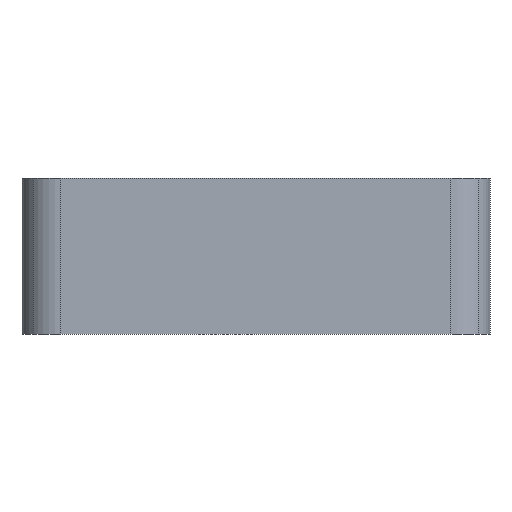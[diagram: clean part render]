
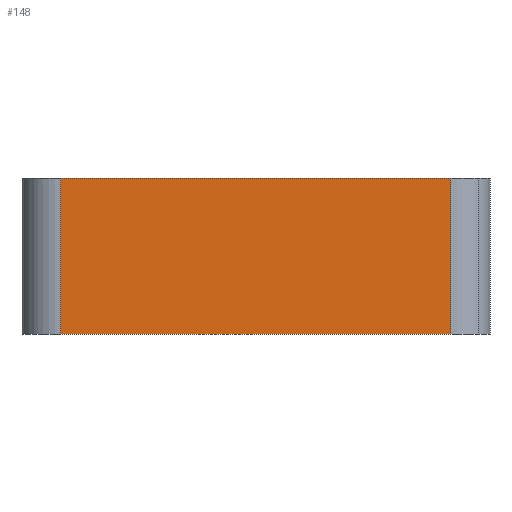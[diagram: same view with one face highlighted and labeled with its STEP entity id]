
A CAD part, front view. The second image highlights one B-rep face of the part: STEP entity #148.
In plain terms, the highlighted planar face has unit normal (0, -1, 0).
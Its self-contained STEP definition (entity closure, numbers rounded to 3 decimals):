
#1=CARTESIAN_POINT('POINT1',(50.,-60.,-20.));
#2=VERTEX_POINT('VERTEX1',#1);
#12=CARTESIAN_POINT('POINT3',(-50.,-60.,-20.));
#13=VERTEX_POINT('VERTEX3',#12);
#14=CARTESIAN_POINT('POS2',(0.,-60.,-20.));
#15=DIRECTION('DIR3',(-1.,0.,0.));
#16=VECTOR('VEC1',#15,1.);
#17=LINE('STRAIGHT1',#14,#16);
#18=EDGE_CURVE('EDGE2',#2,#13,#17,.T.);
#101=CARTESIAN_POINT('POINT14',(50.,-60.,20.));
#102=VERTEX_POINT('VERTEX14',#101);
#110=CARTESIAN_POINT('POS12',(50.,-60.,0.));
#111=DIRECTION('DIR18',(0.,0.,-1.));
#112=VECTOR('VEC6',#111,1.);
#113=LINE('STRAIGHT6',#110,#112);
#114=EDGE_CURVE('EDGE15',#102,#2,#113,.T.);
#125=ORIENTED_EDGE('COEDGE17',*,*,#114,.F.);
#126=CARTESIAN_POINT('POINT15',(-50.,-60.,20.));
#127=VERTEX_POINT('VERTEX15',#126);
#128=CARTESIAN_POINT('POS14',(0.,-60.,20.));
#129=DIRECTION('DIR21',(1.,0.,0.));
#130=VECTOR('VEC7',#129,1.);
#131=LINE('STRAIGHT7',#128,#130);
#132=EDGE_CURVE('EDGE16',#127,#102,#131,.T.);
#133=ORIENTED_EDGE('COEDGE18',*,*,#132,.F.);
#134=CARTESIAN_POINT('POS15',(-50.,-60.,0.));
#135=DIRECTION('DIR22',(0.,0.,1.));
#136=VECTOR('VEC8',#135,1.);
#137=LINE('STRAIGHT8',#134,#136);
#138=EDGE_CURVE('EDGE17',#13,#127,#137,.T.);
#139=ORIENTED_EDGE('COEDGE19',*,*,#138,.F.);
#140=ORIENTED_EDGE('COEDGE20',*,*,#18,.F.);
#141=EDGE_LOOP('NONE',(#125,#133,#139,#140));
#142=FACE_BOUND('LOOP1',#141,.T.);
#143=CARTESIAN_POINT('POS16',(0.,-60.,0.));
#144=DIRECTION('DIR23',(0.,1.,0.));
#145=DIRECTION('DIR24',(1.,0.,0.));
#146=AXIS2_PLACEMENT_3D('AXIS8',#143,#144,#145);
#147=PLANE('PLANE2',#146);
#148=ADVANCED_FACE('FACE3',(#142),#147,.F.);
